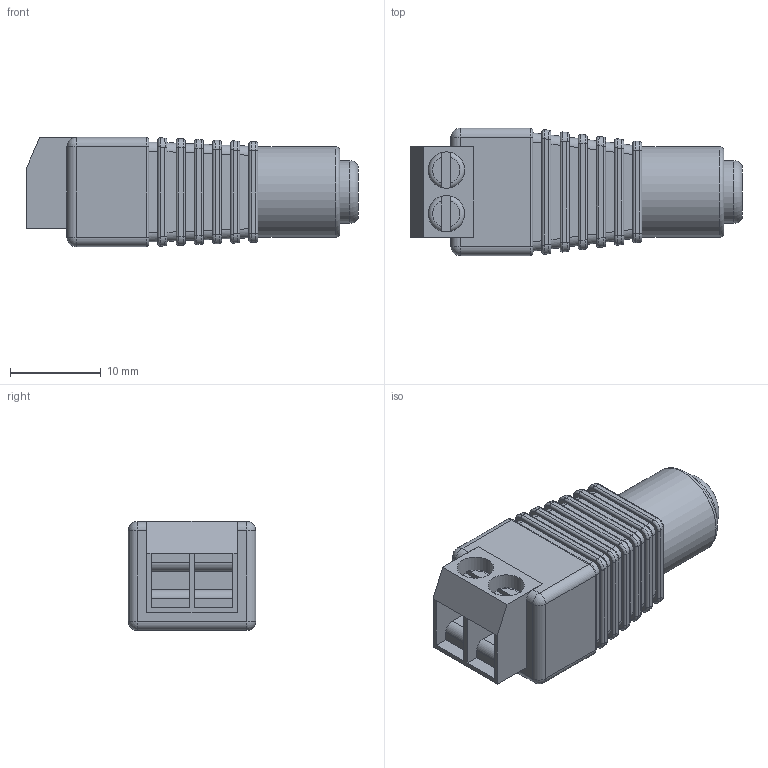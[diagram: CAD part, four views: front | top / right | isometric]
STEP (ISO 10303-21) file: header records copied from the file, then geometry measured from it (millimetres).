
FILE_DESCRIPTION(/* description */ (''),/* implementation_level */ '2;1');
FILE_NAME(/* name */ '5.5 x 2.5mm DC Power Jack, Screw Terminals.step',/* time_stamp */ '2021-10-16T16:04:28-05:00',/* author */ (''),/* organization */ (''),/* preprocessor_version */ 'ST-DEVELOPER v18.1',/* originating_system */ 'Autodesk Translation Framework v10.10.0.1391',/* authorisation */ '');
FILE_SCHEMA (('AUTOMOTIVE_DESIGN { 1 0 10303 214 3 1 1 }'));
Length unit declared in the file: millimetre
Products named in the file (2): 5.5 x 2.5mm DC Power Jack; 5.5 x 2.5mm Power Jack
Assembly tree (1 placements, depth 2):
  5.5 x 2.5mm DC Power Jack
    5.5 x 2.5mm Power Jack
Bounding box: 36.5 x 14 x 12 mm (x, y, z)
Volume: 3828.8 mm3; surface area: 3603.7 mm2
Topology: 10 solids, 10 shells, 313 faces, 715 edges, 433 vertices
Faces by surface type: plane 128, cylinder 122, bspline 49, torus 10, sphere 4
Full cylindrical faces by diameter (mm): 2.1 x1, 4 x4, 5.75 x1, 6.9 x2, 10 x1
Entity records: 10014 total; most frequent: CARTESIAN_POINT 2799, DIRECTION 1559, ORIENTED_EDGE 1430, EDGE_CURVE 715, AXIS2_PLACEMENT_3D 585, VERTEX_POINT 433, LINE 389, VECTOR 389
